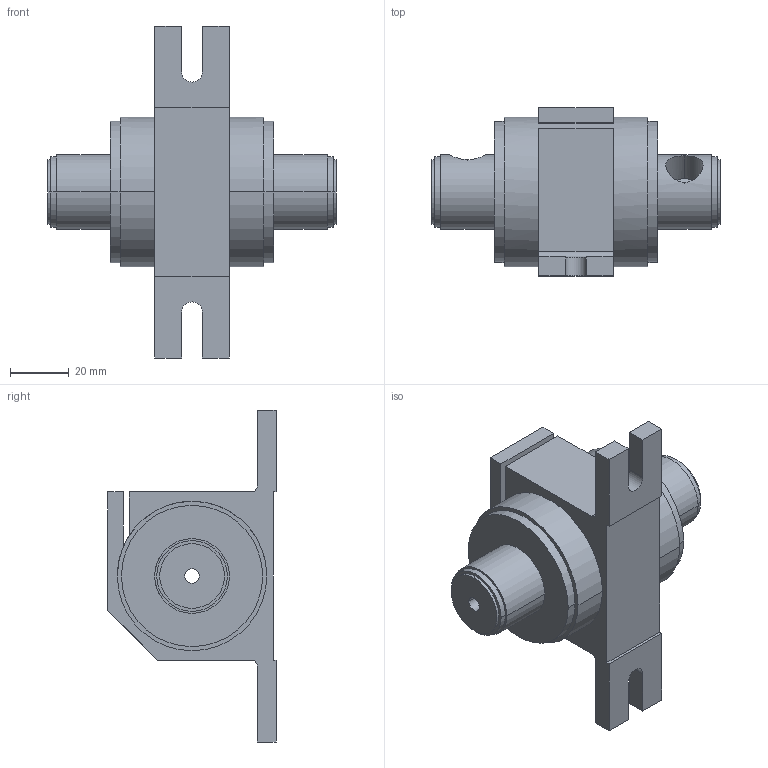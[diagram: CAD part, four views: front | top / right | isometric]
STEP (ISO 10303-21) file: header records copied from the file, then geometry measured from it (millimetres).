
FILE_DESCRIPTION (( 'STEP AP214' ), '1' );
FILE_NAME ('EOT Isolator_1030nm.STEP', '2022-03-04T17:36:23', ( '' ), ( '' ), 'SwSTEP 2.0', 'SolidWorks 2017', '' );
FILE_SCHEMA (( 'AUTOMOTIVE_DESIGN' ));
Length unit declared in the file: millimetre
Products named in the file (1): EOT Isolator_1030nm
Bounding box: 98 x 57.2 x 112.87 mm (x, y, z)
Volume: 160491.7 mm3; surface area: 26217.9 mm2
Topology: 1 solids, 1 shells, 69 faces, 193 edges, 132 vertices
Faces by surface type: plane 39, cylinder 30
Entity records: 2964 total; most frequent: CARTESIAN_POINT 724, ORIENTED_EDGE 386, DIRECTION 379, EDGE_CURVE 193, AXIS2_PLACEMENT_3D 134, VERTEX_POINT 132, VECTOR 111, LINE 111
